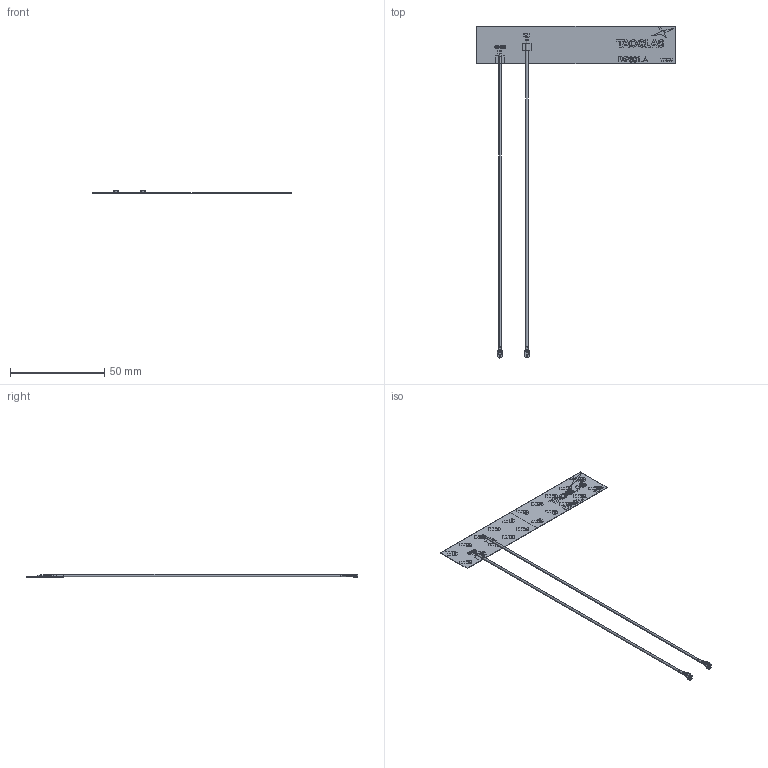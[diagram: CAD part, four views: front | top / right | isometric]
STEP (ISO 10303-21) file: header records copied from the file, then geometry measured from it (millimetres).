
FILE_DESCRIPTION (( 'STEP AP214' ), '1' );
FILE_NAME ('FXP301.A.001 - Web STEP.STEP', '2025-11-04T14:51:37', ( '' ), ( '' ), 'SwSTEP 2.0', 'SolidWorks 2024', '' );
FILE_SCHEMA (( 'AUTOMOTIVE_DESIGN' ));
Length unit declared in the file: millimetre
Products named in the file (1): FXP301.A.001 - Web STEP
Bounding box: 105 x 176.04 x 2.1 mm (x, y, z)
Surface area: 10009.4 mm2 (no closed solid volume)
Topology: 0 solids, 8 shells, 1642 faces, 4429 edges, 2906 vertices
Faces by surface type: plane 1134, bspline 294, cylinder 172, cone 42
Entity records: 64494 total; most frequent: CARTESIAN_POINT 25406, ORIENTED_EDGE 8838, DIRECTION 6643, EDGE_CURVE 4421, LINE 3385, VECTOR 3385, VERTEX_POINT 2906, EDGE_LOOP 1755
